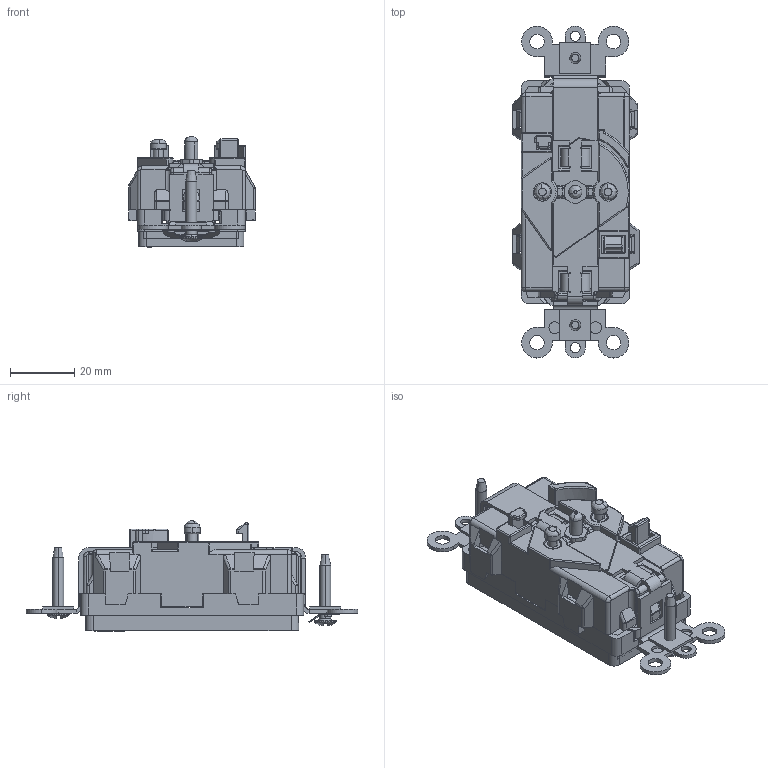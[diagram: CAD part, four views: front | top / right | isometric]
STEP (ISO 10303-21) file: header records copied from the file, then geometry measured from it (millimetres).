
FILE_DESCRIPTION (( 'STEP AP214' ), '1' );
FILE_NAME ('CATSTD-M1626-XXX-M01.STEP', '2020-09-29T19:27:24', ( '' ), ( '' ), 'SwSTEP 2.0', 'SolidWorks 2020', '' );
FILE_SCHEMA (( 'AUTOMOTIVE_DESIGN' ));
Length unit declared in the file: inch
Products named in the file (1): CATSTD-M1626-XXX-M01
Bounding box: 39.34 x 103.25 x 34.37 mm (x, y, z)
Volume: 19651.2 mm3; surface area: 27014 mm2
Topology: 14 solids, 14 shells, 1959 faces, 5411 edges, 3507 vertices
Faces by surface type: plane 1359, cylinder 422, bspline 125, cone 48, torus 4, sphere 1
Entity records: 91950 total; most frequent: CARTESIAN_POINT 18206, ORIENTED_EDGE 10784, DIRECTION 8912, EDGE_CURVE 5392, VECTOR 3988, LINE 3988, VERTEX_POINT 3506, AXIS2_PLACEMENT_3D 2462
